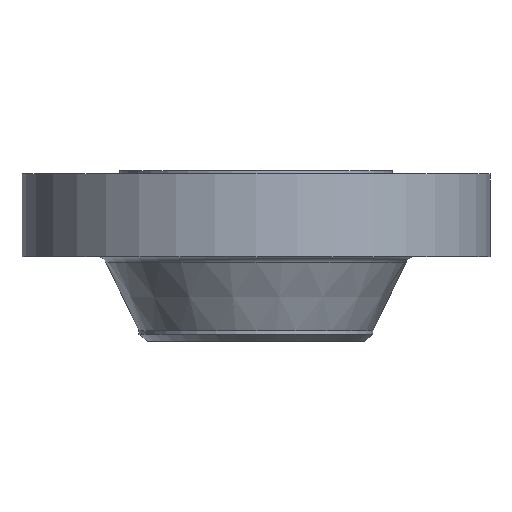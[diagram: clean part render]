
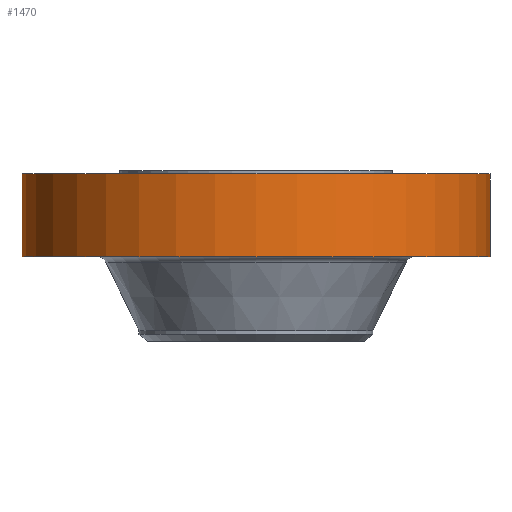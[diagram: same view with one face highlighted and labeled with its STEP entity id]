
A CAD part, front view. The second image highlights one B-rep face of the part: STEP entity #1470.
In plain terms, the highlighted cylindrical face has radius 457.2 mm (diameter 914.4 mm), a partial arc.
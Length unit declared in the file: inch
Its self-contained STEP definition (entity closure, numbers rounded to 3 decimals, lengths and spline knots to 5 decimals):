
#11 = VERTEX_POINT ( 'NONE', #1610 ) ;
#73 = EDGE_CURVE ( 'NONE', #406, #579, #1346, .T. ) ;
#151 = FACE_OUTER_BOUND ( 'NONE', #1007, .T. ) ;
#295 = DIRECTION ( 'NONE',  ( 0., 0., 1. ) ) ;
#309 = DIRECTION ( 'NONE',  ( 0., 0., 1. ) ) ;
#393 = VECTOR ( 'NONE', #309, 39.37008 ) ;
#397 = CARTESIAN_POINT ( 'NONE',  ( 0., 0., -6.625 ) ) ;
#406 = VERTEX_POINT ( 'NONE', #661 ) ;
#425 = EDGE_CURVE ( 'NONE', #406, #1517, #1623, .T. ) ;
#474 = AXIS2_PLACEMENT_3D ( 'NONE', #397, #516, #1453 ) ;
#516 = DIRECTION ( 'NONE',  ( 0., 0., 1. ) ) ;
#546 = LINE ( 'NONE', #573, #1683 ) ;
#573 = CARTESIAN_POINT ( 'NONE',  ( 18., 0., 0. ) ) ;
#579 = VERTEX_POINT ( 'NONE', #713 ) ;
#591 = CARTESIAN_POINT ( 'NONE',  ( 18., 0., -6.625 ) ) ;
#661 = CARTESIAN_POINT ( 'NONE',  ( -18., 0., -6.625 ) ) ;
#713 = CARTESIAN_POINT ( 'NONE',  ( -18., 0., -0.25 ) ) ;
#803 = DIRECTION ( 'NONE',  ( 0., 0., 1. ) ) ;
#813 = EDGE_CURVE ( 'NONE', #579, #11, #1260, .T. ) ;
#973 = DIRECTION ( 'NONE',  ( 0., 0., 1. ) ) ;
#1007 = EDGE_LOOP ( 'NONE', ( #1564, #1103, #1700, #1701 ) ) ;
#1103 = ORIENTED_EDGE ( 'NONE', *, *, #425, .T. ) ;
#1172 = DIRECTION ( 'NONE',  ( 1., 0., 0. ) ) ;
#1179 = AXIS2_PLACEMENT_3D ( 'NONE', #1572, #803, #1172 ) ;
#1214 = CARTESIAN_POINT ( 'NONE',  ( -18., 0., 0. ) ) ;
#1228 = DIRECTION ( 'NONE',  ( 1., 0., 0. ) ) ;
#1236 = AXIS2_PLACEMENT_3D ( 'NONE', #1746, #973, #1228 ) ;
#1260 = CIRCLE ( 'NONE', #1179, 18. ) ;
#1346 = LINE ( 'NONE', #1214, #393 ) ;
#1371 = EDGE_CURVE ( 'NONE', #1517, #11, #546, .T. ) ;
#1453 = DIRECTION ( 'NONE',  ( 1., 0., 0. ) ) ;
#1470 = ADVANCED_FACE ( 'NONE', ( #151 ), #1614, .T. ) ;
#1517 = VERTEX_POINT ( 'NONE', #591 ) ;
#1564 = ORIENTED_EDGE ( 'NONE', *, *, #73, .F. ) ;
#1572 = CARTESIAN_POINT ( 'NONE',  ( 0., 0., -0.25 ) ) ;
#1610 = CARTESIAN_POINT ( 'NONE',  ( 18., 0., -0.25 ) ) ;
#1614 = CYLINDRICAL_SURFACE ( 'NONE', #1236, 18. ) ;
#1623 = CIRCLE ( 'NONE', #474, 18. ) ;
#1683 = VECTOR ( 'NONE', #295, 39.37008 ) ;
#1700 = ORIENTED_EDGE ( 'NONE', *, *, #1371, .T. ) ;
#1701 = ORIENTED_EDGE ( 'NONE', *, *, #813, .F. ) ;
#1746 = CARTESIAN_POINT ( 'NONE',  ( 0., 0., 0. ) ) ;
